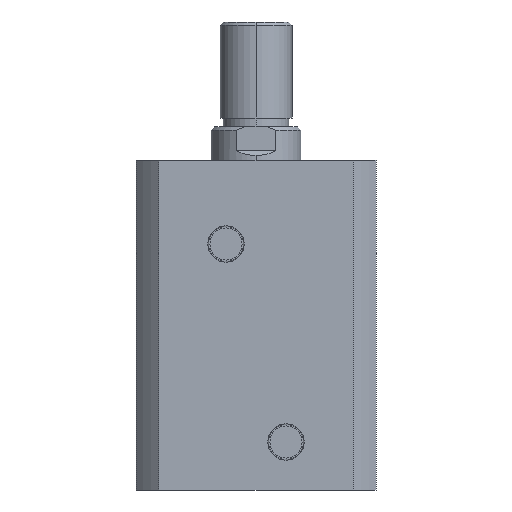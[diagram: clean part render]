
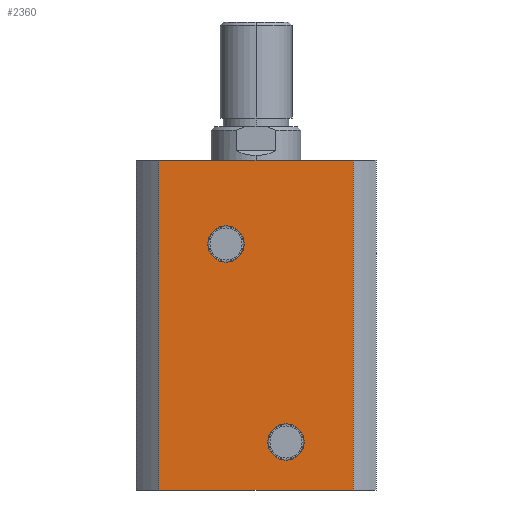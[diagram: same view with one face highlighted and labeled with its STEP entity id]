
A CAD part, left-side view. The second image highlights one B-rep face of the part: STEP entity #2360.
In plain terms, the highlighted planar face has unit normal (-1, 0, 0).
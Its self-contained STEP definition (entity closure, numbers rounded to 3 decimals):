
#7 = EDGE_LOOP ( 'NONE', ( #2884, #2885 ) ) ;
#89 = EDGE_LOOP ( 'NONE', ( #2882, #2883 ) ) ;
#97 = EDGE_LOOP ( 'NONE', ( #2886, #2887, #2888, #2889 ) ) ;
#385 = VERTEX_POINT ( 'NONE', #2474 ) ;
#400 = VERTEX_POINT ( 'NONE', #3671 ) ;
#408 = VERTEX_POINT ( 'NONE', #3659 ) ;
#412 = VERTEX_POINT ( 'NONE', #3653 ) ;
#415 = VERTEX_POINT ( 'NONE', #3650 ) ;
#426 = VERTEX_POINT ( 'NONE', #1864 ) ;
#427 = VERTEX_POINT ( 'NONE', #2355 ) ;
#464 = EDGE_CURVE ( 'NONE', #427, #426, #2547, .T. ) ;
#465 = EDGE_CURVE ( 'NONE', #2614, #385, #2534, .T. ) ;
#467 = EDGE_CURVE ( 'NONE', #400, #408, #2553, .T. ) ;
#468 = EDGE_CURVE ( 'NONE', #415, #408, #2546, .T. ) ;
#475 = EDGE_CURVE ( 'NONE', #412, #415, #2520, .T. ) ;
#664 = CARTESIAN_POINT ( 'NONE',  ( -40., 10., 88.06 ) ) ;
#1002 = EDGE_CURVE ( 'NONE', #385, #2614, #3186, .T. ) ;
#1010 = EDGE_CURVE ( 'NONE', #426, #427, #3198, .T. ) ;
#1096 = AXIS2_PLACEMENT_3D ( 'NONE', #1904, #1905, #1906 ) ;
#1101 = AXIS2_PLACEMENT_3D ( 'NONE', #1909, #1910, #1911 ) ;
#1161 = AXIS2_PLACEMENT_3D ( 'NONE', #2293, #2294, #2295 ) ;
#1165 = AXIS2_PLACEMENT_3D ( 'NONE', #1384, #1385, #1386 ) ;
#1207 = AXIS2_PLACEMENT_3D ( 'NONE', #1601, #1598, #1605 ) ;
#1384 = CARTESIAN_POINT ( 'NONE',  ( -40., -10., 16. ) ) ;
#1385 = DIRECTION ( 'NONE',  ( -1., 0., 0. ) ) ;
#1386 = DIRECTION ( 'NONE',  ( 0., 0., 1. ) ) ;
#1570 = DIRECTION ( 'NONE',  ( 0., 0., -1. ) ) ;
#1576 = CARTESIAN_POINT ( 'NONE',  ( -40., 32.438, 110. ) ) ;
#1598 = DIRECTION ( 'NONE',  ( 1., 0., 0. ) ) ;
#1601 = CARTESIAN_POINT ( 'NONE',  ( -40., 0., 110. ) ) ;
#1603 = PLANE ( 'NONE',  #1207 ) ;
#1605 = DIRECTION ( 'NONE',  ( 0., 1., 0. ) ) ;
#1864 = CARTESIAN_POINT ( 'NONE',  ( -40., -10., 9.94 ) ) ;
#1904 = CARTESIAN_POINT ( 'NONE',  ( -40., -10., 16. ) ) ;
#1905 = DIRECTION ( 'NONE',  ( -1., 0., 0. ) ) ;
#1906 = DIRECTION ( 'NONE',  ( 0., 0., 1. ) ) ;
#1907 = CARTESIAN_POINT ( 'NONE',  ( -40., -32.438, 110. ) ) ;
#1909 = CARTESIAN_POINT ( 'NONE',  ( -40., 10., 82. ) ) ;
#1910 = DIRECTION ( 'NONE',  ( -1., 0., 0. ) ) ;
#1911 = DIRECTION ( 'NONE',  ( 0., 0., 1. ) ) ;
#1912 = CARTESIAN_POINT ( 'NONE',  ( -40., 0., 0. ) ) ;
#1914 = DIRECTION ( 'NONE',  ( 0., -1., 0. ) ) ;
#1915 = DIRECTION ( 'NONE',  ( 0., 0., -1. ) ) ;
#1928 = CARTESIAN_POINT ( 'NONE',  ( -40., 0., 110. ) ) ;
#1929 = DIRECTION ( 'NONE',  ( 0., -1., 0. ) ) ;
#2293 = CARTESIAN_POINT ( 'NONE',  ( -40., 10., 82. ) ) ;
#2294 = DIRECTION ( 'NONE',  ( -1., 0., 0. ) ) ;
#2295 = DIRECTION ( 'NONE',  ( 0., 0., 1. ) ) ;
#2314 = EDGE_CURVE ( 'NONE', #412, #400, #3292, .T. ) ;
#2355 = CARTESIAN_POINT ( 'NONE',  ( -40., -10., 22.06 ) ) ;
#2360 = ADVANCED_FACE ( 'NONE', ( #3301, #3297, #3298 ), #1603, .F. ) ;
#2474 = CARTESIAN_POINT ( 'NONE',  ( -40., 10., 75.94 ) ) ;
#2517 = VECTOR ( 'NONE', #1929, 1000. ) ;
#2520 = LINE ( 'NONE', #1928, #2517 ) ;
#2531 = VECTOR ( 'NONE', #1915, 1000. ) ;
#2534 = CIRCLE ( 'NONE', #1101, 6.06 ) ;
#2535 = VECTOR ( 'NONE', #1914, 1000. ) ;
#2546 = LINE ( 'NONE', #1907, #2531 ) ;
#2547 = CIRCLE ( 'NONE', #1096, 6.06 ) ;
#2553 = LINE ( 'NONE', #1912, #2535 ) ;
#2614 = VERTEX_POINT ( 'NONE', #664 ) ;
#2882 = ORIENTED_EDGE ( 'NONE', *, *, #464, .F. ) ;
#2883 = ORIENTED_EDGE ( 'NONE', *, *, #1010, .F. ) ;
#2884 = ORIENTED_EDGE ( 'NONE', *, *, #465, .F. ) ;
#2885 = ORIENTED_EDGE ( 'NONE', *, *, #1002, .F. ) ;
#2886 = ORIENTED_EDGE ( 'NONE', *, *, #467, .T. ) ;
#2887 = ORIENTED_EDGE ( 'NONE', *, *, #468, .F. ) ;
#2888 = ORIENTED_EDGE ( 'NONE', *, *, #475, .F. ) ;
#2889 = ORIENTED_EDGE ( 'NONE', *, *, #2314, .T. ) ;
#3186 = CIRCLE ( 'NONE', #1161, 6.06 ) ;
#3198 = CIRCLE ( 'NONE', #1165, 6.06 ) ;
#3292 = LINE ( 'NONE', #1576, #3294 ) ;
#3294 = VECTOR ( 'NONE', #1570, 1000. ) ;
#3297 = FACE_BOUND ( 'NONE', #7, .T. ) ;
#3298 = FACE_OUTER_BOUND ( 'NONE', #97, .T. ) ;
#3301 = FACE_BOUND ( 'NONE', #89, .T. ) ;
#3650 = CARTESIAN_POINT ( 'NONE',  ( -40., -32.438, 110. ) ) ;
#3653 = CARTESIAN_POINT ( 'NONE',  ( -40., 32.438, 110. ) ) ;
#3659 = CARTESIAN_POINT ( 'NONE',  ( -40., -32.438, 0. ) ) ;
#3671 = CARTESIAN_POINT ( 'NONE',  ( -40., 32.438, 0. ) ) ;
